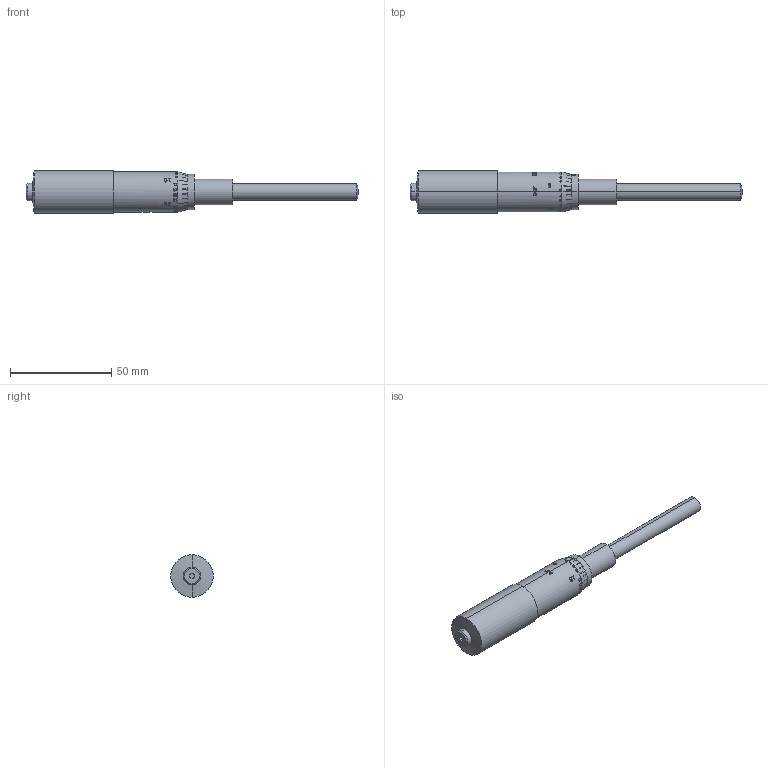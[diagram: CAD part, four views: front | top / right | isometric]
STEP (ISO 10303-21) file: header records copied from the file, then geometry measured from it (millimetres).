
FILE_DESCRIPTION (( 'STEP AP214' ), '1' );
FILE_NAME ('TTN017746-E0W.STEP', '2013-09-04T19:41:46', ( 'Admin' ), ( '' ), 'SwSTEP 2.0', 'SolidWorks 2012', '' );
FILE_SCHEMA (( 'AUTOMOTIVE_DESIGN' ));
Length unit declared in the file: inch
Products named in the file (1): TTN017746-E0W
Bounding box: 164.02 x 21 x 21 mm (x, y, z)
Volume: 31205.8 mm3; surface area: 8347.5 mm2
Topology: 2 solids, 2 shells, 1069 faces, 2840 edges, 1884 vertices
Faces by surface type: plane 475, bspline 437, cylinder 116, cone 37, torus 4
Entity records: 81000 total; most frequent: CARTESIAN_POINT 44325, ORIENTED_EDGE 5672, DIRECTION 3059, EDGE_CURVE 2836, VERTEX_POINT 1884, B_SPLINE_CURVE_WITH_KNOTS 1539, EDGE_LOOP 1182, AXIS2_PLACEMENT_3D 1129
